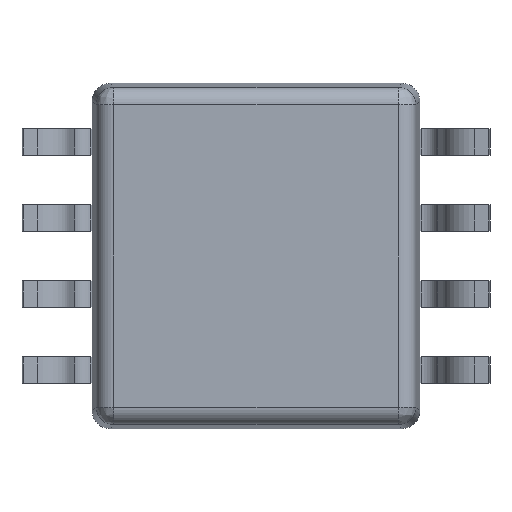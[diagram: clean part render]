
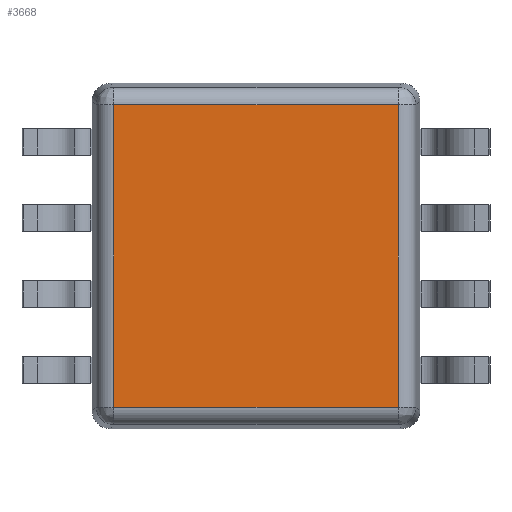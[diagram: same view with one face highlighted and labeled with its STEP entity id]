
A CAD part, front view. The second image highlights one B-rep face of the part: STEP entity #3668.
In plain terms, the highlighted planar face has unit normal (0, -1, 0).
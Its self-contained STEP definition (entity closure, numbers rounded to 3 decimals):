
#2 = CARTESIAN_POINT ( 'NONE',  ( 0., 0.1, -1.292 ) ) ;
#12 = LINE ( 'NONE', #2, #3389 ) ;
#80 = ORIENTED_EDGE ( 'NONE', *, *, #2184, .T. ) ;
#479 = ORIENTED_EDGE ( 'NONE', *, *, #584, .T. ) ;
#522 = CARTESIAN_POINT ( 'NONE',  ( -1.217, 0.1, 0. ) ) ;
#576 = PLANE ( 'NONE',  #1639 ) ;
#584 = EDGE_CURVE ( 'NONE', #4652, #4035, #3408, .T. ) ;
#679 = ORIENTED_EDGE ( 'NONE', *, *, #1698, .T. ) ;
#762 = DIRECTION ( 'NONE',  ( 1., 0., 0. ) ) ;
#828 = VERTEX_POINT ( 'NONE', #4641 ) ;
#836 = CARTESIAN_POINT ( 'NONE',  ( -1.217, 0.1, 1.292 ) ) ;
#907 = DIRECTION ( 'NONE',  ( 0., 0., -1. ) ) ;
#927 = EDGE_LOOP ( 'NONE', ( #479, #679, #80, #2092 ) ) ;
#1023 = CARTESIAN_POINT ( 'NONE',  ( 1.217, 0.1, 0. ) ) ;
#1134 = VECTOR ( 'NONE', #1411, 1000. ) ;
#1216 = CARTESIAN_POINT ( 'NONE',  ( 1.217, 0.1, 1.292 ) ) ;
#1313 = VECTOR ( 'NONE', #907, 1000. ) ;
#1411 = DIRECTION ( 'NONE',  ( 0., 0., 1. ) ) ;
#1466 = DIRECTION ( 'NONE',  ( -1., 0., 0. ) ) ;
#1549 = LINE ( 'NONE', #522, #1313 ) ;
#1602 = VERTEX_POINT ( 'NONE', #2154 ) ;
#1639 = AXIS2_PLACEMENT_3D ( 'NONE', #4611, #2050, #1690 ) ;
#1690 = DIRECTION ( 'NONE',  ( 1., 0., 0. ) ) ;
#1698 = EDGE_CURVE ( 'NONE', #4035, #1602, #1549, .T. ) ;
#2050 = DIRECTION ( 'NONE',  ( 0., -1., 0. ) ) ;
#2092 = ORIENTED_EDGE ( 'NONE', *, *, #2100, .T. ) ;
#2100 = EDGE_CURVE ( 'NONE', #828, #4652, #4260, .T. ) ;
#2154 = CARTESIAN_POINT ( 'NONE',  ( -1.217, 0.1, -1.292 ) ) ;
#2184 = EDGE_CURVE ( 'NONE', #1602, #828, #12, .T. ) ;
#2514 = FACE_OUTER_BOUND ( 'NONE', #927, .T. ) ;
#2837 = VECTOR ( 'NONE', #1466, 1000. ) ;
#3389 = VECTOR ( 'NONE', #762, 1000. ) ;
#3408 = LINE ( 'NONE', #4022, #2837 ) ;
#3668 = ADVANCED_FACE ( 'NONE', ( #2514 ), #576, .T. ) ;
#4022 = CARTESIAN_POINT ( 'NONE',  ( 0., 0.1, 1.292 ) ) ;
#4035 = VERTEX_POINT ( 'NONE', #836 ) ;
#4260 = LINE ( 'NONE', #1023, #1134 ) ;
#4611 = CARTESIAN_POINT ( 'NONE',  ( 0., 0.1, 0. ) ) ;
#4641 = CARTESIAN_POINT ( 'NONE',  ( 1.217, 0.1, -1.292 ) ) ;
#4652 = VERTEX_POINT ( 'NONE', #1216 ) ;
